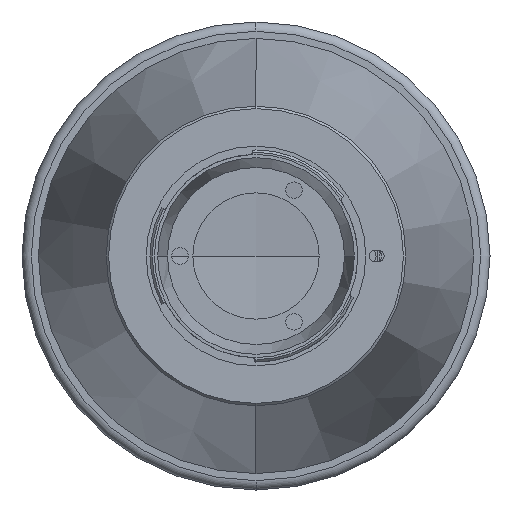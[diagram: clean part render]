
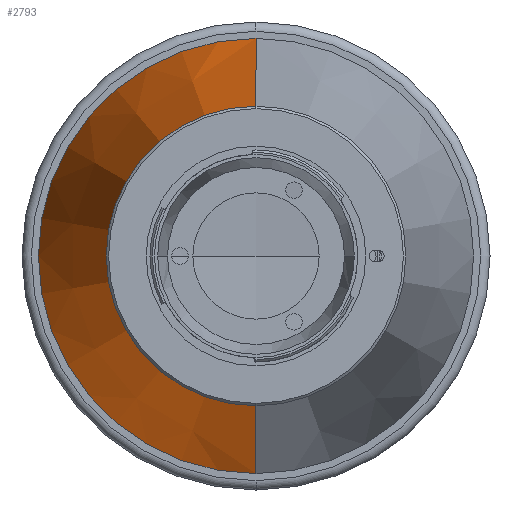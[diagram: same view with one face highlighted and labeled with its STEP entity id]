
A CAD part, left-side view. The second image highlights one B-rep face of the part: STEP entity #2793.
In plain terms, the highlighted conical face has half-angle 13.46 degrees and reference radius 46.5 mm.
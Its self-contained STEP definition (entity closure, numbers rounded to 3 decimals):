
#163 = CARTESIAN_POINT ( 'NONE',  ( 85.392, 0., -19.449 ) ) ;
#197 = CARTESIAN_POINT ( 'NONE',  ( 198.41, 0., 0. ) ) ;
#216 = CARTESIAN_POINT ( 'NONE',  ( 85.392, 0., 19.449 ) ) ;
#390 = CARTESIAN_POINT ( 'NONE',  ( 198.41, 0., 46.5 ) ) ;
#415 = DIRECTION ( 'NONE',  ( 1., 0., 0. ) ) ;
#426 = DIRECTION ( 'NONE',  ( 0., 0., -1. ) ) ;
#497 = CARTESIAN_POINT ( 'NONE',  ( 198.41, 0., -46.5 ) ) ;
#1411 = CONICAL_SURFACE ( 'NONE', #1553, 46.5, 0.235 ) ;
#1553 = AXIS2_PLACEMENT_3D ( 'NONE', #197, #415, #426 ) ;
#1848 = AXIS2_PLACEMENT_3D ( 'NONE', #3568, #3569, #3574 ) ;
#1851 = AXIS2_PLACEMENT_3D ( 'NONE', #3579, #3578, #3580 ) ;
#1853 = CIRCLE ( 'NONE', #1851, 19.449 ) ;
#1857 = VECTOR ( 'NONE', #3567, 1000. ) ;
#1864 = CIRCLE ( 'NONE', #1848, 46.5 ) ;
#1923 = VECTOR ( 'NONE', #3585, 1000. ) ;
#2106 = ORIENTED_EDGE ( 'NONE', *, *, #3180, .F. ) ;
#2107 = ORIENTED_EDGE ( 'NONE', *, *, #3182, .T. ) ;
#2109 = ORIENTED_EDGE ( 'NONE', *, *, #3179, .T. ) ;
#2245 = ORIENTED_EDGE ( 'NONE', *, *, #3181, .T. ) ;
#2338 = FACE_OUTER_BOUND ( 'NONE', #2511, .T. ) ;
#2367 = LINE ( 'NONE', #3576, #1857 ) ;
#2387 = LINE ( 'NONE', #3586, #1923 ) ;
#2486 = VERTEX_POINT ( 'NONE', #216 ) ;
#2511 = EDGE_LOOP ( 'NONE', ( #2245, #2107, #2109, #2106 ) ) ;
#2522 = VERTEX_POINT ( 'NONE', #163 ) ;
#2589 = VERTEX_POINT ( 'NONE', #390 ) ;
#2696 = VERTEX_POINT ( 'NONE', #497 ) ;
#2793 = ADVANCED_FACE ( 'NONE', ( #2338 ), #1411, .T. ) ;
#3179 = EDGE_CURVE ( 'NONE', #2589, #2696, #1864, .T. ) ;
#3180 = EDGE_CURVE ( 'NONE', #2522, #2696, #2367, .T. ) ;
#3181 = EDGE_CURVE ( 'NONE', #2522, #2486, #1853, .T. ) ;
#3182 = EDGE_CURVE ( 'NONE', #2486, #2589, #2387, .T. ) ;
#3567 = DIRECTION ( 'NONE',  ( 0.973, 0., -0.233 ) ) ;
#3568 = CARTESIAN_POINT ( 'NONE',  ( 198.41, 0., 0. ) ) ;
#3569 = DIRECTION ( 'NONE',  ( -1., 0., 0. ) ) ;
#3574 = DIRECTION ( 'NONE',  ( 0., 0., 1. ) ) ;
#3576 = CARTESIAN_POINT ( 'NONE',  ( 198.41, 0., -46.5 ) ) ;
#3578 = DIRECTION ( 'NONE',  ( 1., 0., 0. ) ) ;
#3579 = CARTESIAN_POINT ( 'NONE',  ( 85.392, 0., 0. ) ) ;
#3580 = DIRECTION ( 'NONE',  ( 0., 0., -1. ) ) ;
#3585 = DIRECTION ( 'NONE',  ( 0.973, 0., 0.233 ) ) ;
#3586 = CARTESIAN_POINT ( 'NONE',  ( 198.41, 0., 46.5 ) ) ;
